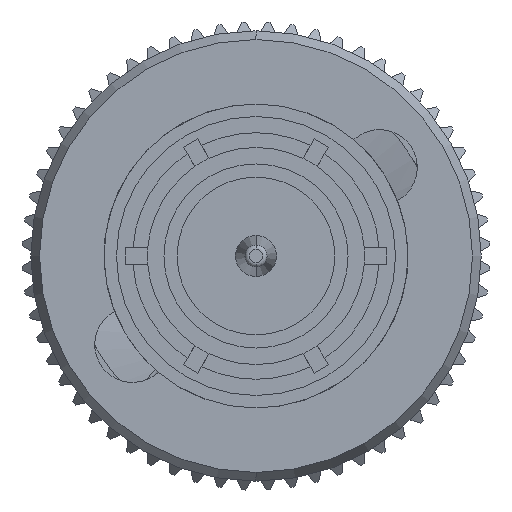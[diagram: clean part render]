
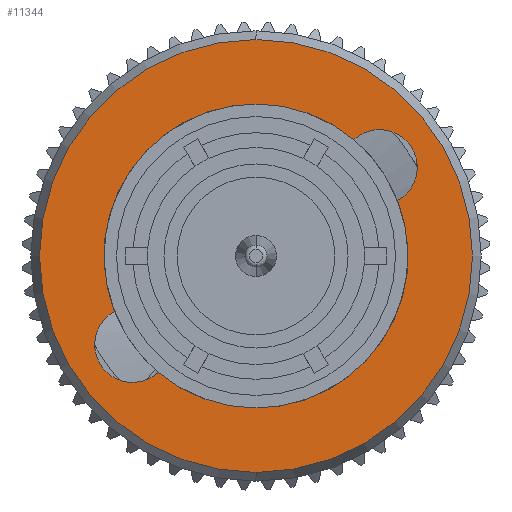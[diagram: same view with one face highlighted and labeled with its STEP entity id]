
A CAD part, front view. The second image highlights one B-rep face of the part: STEP entity #11344.
In plain terms, the highlighted face is planar.
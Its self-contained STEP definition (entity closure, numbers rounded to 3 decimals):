
#460 = DIRECTION ( 'NONE',  ( 0., 0., 1. ) ) ;
#490 = CARTESIAN_POINT ( 'NONE',  ( 8.604, 0., -6.69 ) ) ;
#601 = EDGE_CURVE ( 'NONE', #4565, #11115, #13845, .T. ) ;
#756 = ORIENTED_EDGE ( 'NONE', *, *, #2728, .F. ) ;
#915 = VERTEX_POINT ( 'NONE', #4140 ) ;
#919 = CARTESIAN_POINT ( 'NONE',  ( 8.604, 0., 0. ) ) ;
#1343 = EDGE_CURVE ( 'NONE', #10991, #4205, #9068, .T. ) ;
#1662 = AXIS2_PLACEMENT_3D ( 'NONE', #10153, #12988, #15903 ) ;
#1838 = CARTESIAN_POINT ( 'NONE',  ( 8.604, 4.374, -1.712 ) ) ;
#1964 = CARTESIAN_POINT ( 'NONE',  ( 8.604, 0., 6.69 ) ) ;
#2728 = EDGE_CURVE ( 'NONE', #8487, #4565, #12969, .T. ) ;
#3066 = EDGE_LOOP ( 'NONE', ( #11403, #16460 ) ) ;
#3231 = VERTEX_POINT ( 'NONE', #7067 ) ;
#3439 = AXIS2_PLACEMENT_3D ( 'NONE', #12623, #4095, #12496 ) ;
#3787 = ORIENTED_EDGE ( 'NONE', *, *, #14342, .F. ) ;
#3984 = DIRECTION ( 'NONE',  ( 0., 0., -1. ) ) ;
#4095 = DIRECTION ( 'NONE',  ( -1., 0., 0. ) ) ;
#4125 = DIRECTION ( 'NONE',  ( -1., 0., 0. ) ) ;
#4140 = CARTESIAN_POINT ( 'NONE',  ( 8.604, 0., 4.698 ) ) ;
#4171 = DIRECTION ( 'NONE',  ( -1., 0., 0. ) ) ;
#4205 = VERTEX_POINT ( 'NONE', #1964 ) ;
#4565 = VERTEX_POINT ( 'NONE', #14420 ) ;
#4914 = EDGE_CURVE ( 'NONE', #14912, #915, #13083, .T. ) ;
#5049 = CARTESIAN_POINT ( 'NONE',  ( 8.604, -3.817, 2.739 ) ) ;
#5114 = CARTESIAN_POINT ( 'NONE',  ( 8.604, -3.817, 3.907 ) ) ;
#5756 = DIRECTION ( 'NONE',  ( 0., 0., -1. ) ) ;
#6191 = FACE_OUTER_BOUND ( 'NONE', #3066, .T. ) ;
#7067 = CARTESIAN_POINT ( 'NONE',  ( 8.604, 3.023, -3.596 ) ) ;
#7694 = AXIS2_PLACEMENT_3D ( 'NONE', #11813, #9037, #460 ) ;
#7845 = CARTESIAN_POINT ( 'NONE',  ( 8.604, 0., -4.698 ) ) ;
#8066 = DIRECTION ( 'NONE',  ( 0., 0., -1. ) ) ;
#8074 = CIRCLE ( 'NONE', #12815, 4.698 ) ;
#8188 = DIRECTION ( 'NONE',  ( -1., 0., 0. ) ) ;
#8487 = VERTEX_POINT ( 'NONE', #7845 ) ;
#8777 = VERTEX_POINT ( 'NONE', #1838 ) ;
#9037 = DIRECTION ( 'NONE',  ( -1., 0., 0. ) ) ;
#9068 = CIRCLE ( 'NONE', #7694, 6.69 ) ;
#9111 = PLANE ( 'NONE',  #13188 ) ;
#9206 = ORIENTED_EDGE ( 'NONE', *, *, #16027, .F. ) ;
#9271 = AXIS2_PLACEMENT_3D ( 'NONE', #919, #18205, #3984 ) ;
#9816 = EDGE_CURVE ( 'NONE', #915, #8777, #8074, .T. ) ;
#9929 = CIRCLE ( 'NONE', #10257, 1.168 ) ;
#10153 = CARTESIAN_POINT ( 'NONE',  ( 8.604, 0., 0. ) ) ;
#10257 = AXIS2_PLACEMENT_3D ( 'NONE', #17491, #15969, #17426 ) ;
#10478 = DIRECTION ( 'NONE',  ( 1., 0., 0. ) ) ;
#10963 = CIRCLE ( 'NONE', #1662, 6.69 ) ;
#10991 = VERTEX_POINT ( 'NONE', #11927 ) ;
#11071 = CIRCLE ( 'NONE', #17506, 1.168 ) ;
#11115 = VERTEX_POINT ( 'NONE', #5114 ) ;
#11344 = ADVANCED_FACE ( 'NONE', ( #6191, #12246 ), #9111, .F. ) ;
#11403 = ORIENTED_EDGE ( 'NONE', *, *, #1343, .T. ) ;
#11741 = AXIS2_PLACEMENT_3D ( 'NONE', #17066, #12585, #18330 ) ;
#11813 = CARTESIAN_POINT ( 'NONE',  ( 8.604, 0., 0. ) ) ;
#11927 = CARTESIAN_POINT ( 'NONE',  ( 8.604, 0., -6.69 ) ) ;
#12246 = FACE_BOUND ( 'NONE', #17402, .T. ) ;
#12355 = CARTESIAN_POINT ( 'NONE',  ( 8.604, -3.023, 3.596 ) ) ;
#12496 = DIRECTION ( 'NONE',  ( 0., 0., -1. ) ) ;
#12585 = DIRECTION ( 'NONE',  ( -1., 0., 0. ) ) ;
#12623 = CARTESIAN_POINT ( 'NONE',  ( 8.604, 0., 0. ) ) ;
#12645 = CARTESIAN_POINT ( 'NONE',  ( 8.604, 0., 0. ) ) ;
#12659 = EDGE_CURVE ( 'NONE', #11115, #14912, #11071, .T. ) ;
#12706 = ORIENTED_EDGE ( 'NONE', *, *, #601, .F. ) ;
#12815 = AXIS2_PLACEMENT_3D ( 'NONE', #12869, #4171, #5756 ) ;
#12869 = CARTESIAN_POINT ( 'NONE',  ( 8.604, 0., 0. ) ) ;
#12969 = CIRCLE ( 'NONE', #9271, 4.698 ) ;
#12988 = DIRECTION ( 'NONE',  ( -1., 0., 0. ) ) ;
#13083 = CIRCLE ( 'NONE', #3439, 4.698 ) ;
#13188 = AXIS2_PLACEMENT_3D ( 'NONE', #490, #10478, #14818 ) ;
#13622 = ORIENTED_EDGE ( 'NONE', *, *, #4914, .F. ) ;
#13845 = CIRCLE ( 'NONE', #11741, 1.168 ) ;
#14342 = EDGE_CURVE ( 'NONE', #8777, #3231, #9929, .T. ) ;
#14420 = CARTESIAN_POINT ( 'NONE',  ( 8.604, -4.374, 1.712 ) ) ;
#14783 = AXIS2_PLACEMENT_3D ( 'NONE', #12645, #4125, #18402 ) ;
#14818 = DIRECTION ( 'NONE',  ( 0., 0., -1. ) ) ;
#14851 = ORIENTED_EDGE ( 'NONE', *, *, #12659, .F. ) ;
#14912 = VERTEX_POINT ( 'NONE', #12355 ) ;
#14949 = ORIENTED_EDGE ( 'NONE', *, *, #9816, .F. ) ;
#14998 = CIRCLE ( 'NONE', #14783, 4.698 ) ;
#15903 = DIRECTION ( 'NONE',  ( 0., 0., 1. ) ) ;
#15969 = DIRECTION ( 'NONE',  ( -1., 0., 0. ) ) ;
#16027 = EDGE_CURVE ( 'NONE', #3231, #8487, #14998, .T. ) ;
#16460 = ORIENTED_EDGE ( 'NONE', *, *, #16734, .T. ) ;
#16734 = EDGE_CURVE ( 'NONE', #4205, #10991, #10963, .T. ) ;
#17066 = CARTESIAN_POINT ( 'NONE',  ( 8.604, -3.817, 2.739 ) ) ;
#17402 = EDGE_LOOP ( 'NONE', ( #13622, #14851, #12706, #756, #9206, #3787, #14949 ) ) ;
#17426 = DIRECTION ( 'NONE',  ( 0., 0., 1. ) ) ;
#17491 = CARTESIAN_POINT ( 'NONE',  ( 8.604, 3.817, -2.739 ) ) ;
#17506 = AXIS2_PLACEMENT_3D ( 'NONE', #5049, #8188, #8066 ) ;
#18205 = DIRECTION ( 'NONE',  ( -1., 0., 0. ) ) ;
#18330 = DIRECTION ( 'NONE',  ( 0., 0., -1. ) ) ;
#18402 = DIRECTION ( 'NONE',  ( 0., 0., -1. ) ) ;
